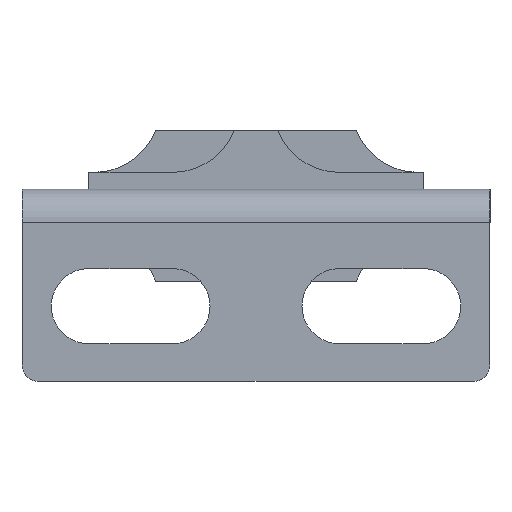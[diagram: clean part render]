
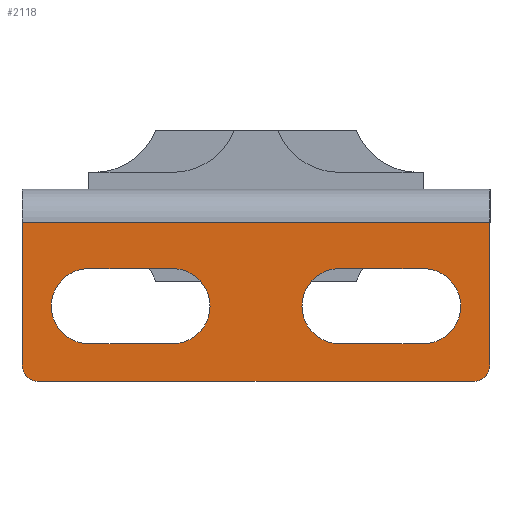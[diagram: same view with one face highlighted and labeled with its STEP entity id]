
A CAD part, front view. The second image highlights one B-rep face of the part: STEP entity #2118.
In plain terms, the highlighted planar face has unit normal (0, -1, 0).
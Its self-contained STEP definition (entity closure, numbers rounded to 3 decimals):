
#1584=CARTESIAN_POINT('',(14.0,-2.,9.505));
#1585=VERTEX_POINT('',#1584);
#1593=CARTESIAN_POINT('',(14.0,-2.,1.));
#1594=VERTEX_POINT('',#1593);
#1595=CARTESIAN_POINT('',(14.,-2.,9.505));
#1596=DIRECTION('',(0.0,0.0,-1.0));
#1597=VECTOR('',#1596,8.505);
#1598=LINE('',#1595,#1597);
#1599=EDGE_CURVE('',#1585,#1594,#1598,.T.);
#1639=CARTESIAN_POINT('',(-14.0,-2.,1.));
#1640=VERTEX_POINT('',#1639);
#1647=CARTESIAN_POINT('',(-14.0,-2.,9.505));
#1648=VERTEX_POINT('',#1647);
#1649=CARTESIAN_POINT('',(-14.0,-2.,1.));
#1650=DIRECTION('',(0.0,0.0,1.0));
#1651=VECTOR('',#1650,8.505);
#1652=LINE('',#1649,#1651);
#1653=EDGE_CURVE('',#1640,#1648,#1652,.T.);
#1711=CARTESIAN_POINT('',(-14.0,-2.,9.505));
#1712=DIRECTION('',(1.0,0.0,0.0));
#1713=VECTOR('',#1712,28.0);
#1714=LINE('',#1711,#1713);
#1715=EDGE_CURVE('',#1648,#1585,#1714,.T.);
#1737=CARTESIAN_POINT('',(-13.0,-2.,0.));
#1738=VERTEX_POINT('',#1737);
#1745=CARTESIAN_POINT('',(-13.0,-2.,1.));
#1746=DIRECTION('',(0.,-1.0,0.));
#1747=DIRECTION('',(0.0,0.,-1.0));
#1748=AXIS2_PLACEMENT_3D('',#1745,#1746,#1747);
#1749=CIRCLE('',#1748,1.);
#1750=EDGE_CURVE('',#1640,#1738,#1749,.T.);
#1761=CARTESIAN_POINT('',(13.,-2.,0.));
#1762=VERTEX_POINT('',#1761);
#1763=CARTESIAN_POINT('',(13.,-2.,0.));
#1764=DIRECTION('',(-1.0,0.0,0.0));
#1765=VECTOR('',#1764,26.);
#1766=LINE('',#1763,#1765);
#1767=EDGE_CURVE('',#1762,#1738,#1766,.T.);
#1800=CARTESIAN_POINT('',(13.,-2.,1.));
#1801=DIRECTION('',(0.,-1.0,0.));
#1802=DIRECTION('',(0.0,0.,-1.0));
#1803=AXIS2_PLACEMENT_3D('',#1800,#1801,#1802);
#1804=CIRCLE('',#1803,1.);
#1805=EDGE_CURVE('',#1762,#1594,#1804,.T.);
#1826=CARTESIAN_POINT('',(-5.0,-2.,6.75));
#1827=VERTEX_POINT('',#1826);
#1834=CARTESIAN_POINT('',(-10.0,-2.,6.75));
#1835=VERTEX_POINT('',#1834);
#1836=CARTESIAN_POINT('',(-10.0,-2.,6.75));
#1837=DIRECTION('',(1.0,0.0,0.0));
#1838=VECTOR('',#1837,5.);
#1839=LINE('',#1836,#1838);
#1840=EDGE_CURVE('',#1835,#1827,#1839,.T.);
#1865=CARTESIAN_POINT('',(-5.,-2.,2.25));
#1866=VERTEX_POINT('',#1865);
#1873=CARTESIAN_POINT('',(-5.,-2.,4.5));
#1874=DIRECTION('',(0.,1.0,0.));
#1875=DIRECTION('',(0.0,0.,-1.0));
#1876=AXIS2_PLACEMENT_3D('',#1873,#1874,#1875);
#1877=CIRCLE('',#1876,2.25);
#1878=EDGE_CURVE('',#1827,#1866,#1877,.T.);
#1897=CARTESIAN_POINT('',(-10.0,-2.,2.25));
#1898=VERTEX_POINT('',#1897);
#1905=CARTESIAN_POINT('',(-5.,-2.,2.25));
#1906=DIRECTION('',(-1.0,0.0,0.0));
#1907=VECTOR('',#1906,5.);
#1908=LINE('',#1905,#1907);
#1909=EDGE_CURVE('',#1866,#1898,#1908,.T.);
#1928=CARTESIAN_POINT('',(-10.0,-2.,4.5));
#1929=DIRECTION('',(0.,1.0,0.));
#1930=DIRECTION('',(0.0,0.,-1.0));
#1931=AXIS2_PLACEMENT_3D('',#1928,#1929,#1930);
#1932=CIRCLE('',#1931,2.25);
#1933=EDGE_CURVE('',#1898,#1835,#1932,.T.);
#1955=CARTESIAN_POINT('',(5.,-2.,6.75));
#1956=VERTEX_POINT('',#1955);
#1963=CARTESIAN_POINT('',(5.,-2.,2.25));
#1964=VERTEX_POINT('',#1963);
#1965=CARTESIAN_POINT('',(5.,-2.,4.5));
#1966=DIRECTION('',(0.,-1.0,0.));
#1967=DIRECTION('',(0.0,0.,-1.0));
#1968=AXIS2_PLACEMENT_3D('',#1965,#1966,#1967);
#1969=CIRCLE('',#1968,2.25);
#1970=EDGE_CURVE('',#1956,#1964,#1969,.T.);
#1994=CARTESIAN_POINT('',(10.,-2.,6.75));
#1995=VERTEX_POINT('',#1994);
#2002=CARTESIAN_POINT('',(10.,-2.,6.75));
#2003=DIRECTION('',(-1.0,0.0,0.0));
#2004=VECTOR('',#2003,5.);
#2005=LINE('',#2002,#2004);
#2006=EDGE_CURVE('',#1995,#1956,#2005,.T.);
#2026=CARTESIAN_POINT('',(10.,-2.,2.25));
#2027=VERTEX_POINT('',#2026);
#2034=CARTESIAN_POINT('',(10.,-2.,4.5));
#2035=DIRECTION('',(0.,-1.0,0.));
#2036=DIRECTION('',(0.0,0.,-1.0));
#2037=AXIS2_PLACEMENT_3D('',#2034,#2035,#2036);
#2038=CIRCLE('',#2037,2.25);
#2039=EDGE_CURVE('',#2027,#1995,#2038,.T.);
#2057=CARTESIAN_POINT('',(5.,-2.,2.25));
#2058=DIRECTION('',(1.0,0.0,0.0));
#2059=VECTOR('',#2058,5.);
#2060=LINE('',#2057,#2059);
#2061=EDGE_CURVE('',#1964,#2027,#2060,.T.);
#2093=CARTESIAN_POINT('',(15.4,-2.,9.98));
#2094=DIRECTION('',(0.0,1.0,0.0));
#2095=DIRECTION('',(0.0,0.0,-1.0));
#2096=AXIS2_PLACEMENT_3D('',#2093,#2094,#2095);
#2097=PLANE('',#2096);
#2098=ORIENTED_EDGE('',*,*,#1715,.F.);
#2099=ORIENTED_EDGE('',*,*,#1653,.F.);
#2100=ORIENTED_EDGE('',*,*,#1750,.T.);
#2101=ORIENTED_EDGE('',*,*,#1767,.F.);
#2102=ORIENTED_EDGE('',*,*,#1805,.T.);
#2103=ORIENTED_EDGE('',*,*,#1599,.F.);
#2104=EDGE_LOOP('',(#2098,#2099,#2100,#2101,#2102,#2103));
#2105=FACE_OUTER_BOUND('',#2104,.T.);
#2106=ORIENTED_EDGE('',*,*,#1909,.T.);
#2107=ORIENTED_EDGE('',*,*,#1933,.T.);
#2108=ORIENTED_EDGE('',*,*,#1840,.T.);
#2109=ORIENTED_EDGE('',*,*,#1878,.T.);
#2110=EDGE_LOOP('',(#2106,#2107,#2108,#2109));
#2111=FACE_BOUND('',#2110,.T.);
#2112=ORIENTED_EDGE('',*,*,#2039,.F.);
#2113=ORIENTED_EDGE('',*,*,#2061,.F.);
#2114=ORIENTED_EDGE('',*,*,#1970,.F.);
#2115=ORIENTED_EDGE('',*,*,#2006,.F.);
#2116=EDGE_LOOP('',(#2112,#2113,#2114,#2115));
#2117=FACE_BOUND('',#2116,.T.);
#2118=ADVANCED_FACE('',(#2105,#2111,#2117),#2097,.F.);
